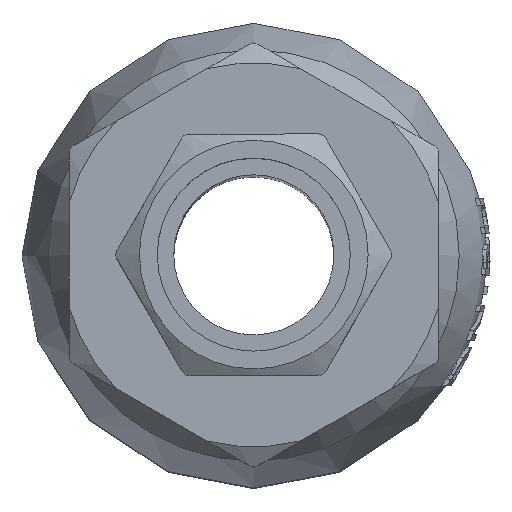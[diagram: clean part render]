
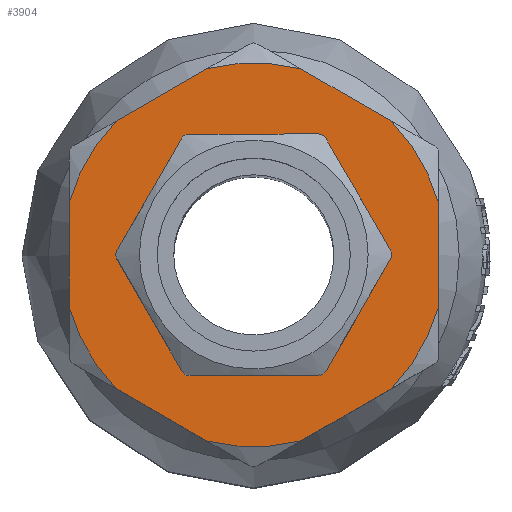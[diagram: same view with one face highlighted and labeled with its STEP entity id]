
A CAD part, top view. The second image highlights one B-rep face of the part: STEP entity #3904.
In plain terms, the highlighted planar face has unit normal (0, 0, 1).
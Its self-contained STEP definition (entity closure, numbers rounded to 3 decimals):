
#202=FACE_BOUND('',#1139,.T.);
#286=PLANE('',#4218);
#440=LINE('',#7331,#647);
#443=LINE('',#7365,#650);
#447=LINE('',#7417,#654);
#451=LINE('',#7465,#658);
#455=LINE('',#7513,#662);
#461=LINE('',#7660,#668);
#467=LINE('',#7675,#674);
#470=LINE('',#7683,#677);
#473=LINE('',#7691,#680);
#475=LINE('',#7697,#682);
#490=LINE('',#7785,#697);
#491=LINE('',#7786,#698);
#647=VECTOR('',#4770,10.);
#650=VECTOR('',#4777,10.);
#654=VECTOR('',#4789,10.);
#658=VECTOR('',#4801,10.);
#662=VECTOR('',#4813,10.);
#668=VECTOR('',#4839,10.);
#674=VECTOR('',#4855,10.);
#677=VECTOR('',#4864,10.);
#680=VECTOR('',#4873,10.);
#682=VECTOR('',#4881,10.);
#697=VECTOR('',#4992,10.);
#698=VECTOR('',#4993,10.);
#917=FACE_OUTER_BOUND('',#1138,.T.);
#1138=EDGE_LOOP('',(#3312,#3313,#3314,#3315,#3316,#3317,#3318,#3319,#3320,
#3321,#3322,#3323));
#1139=EDGE_LOOP('',(#3324,#3325,#3326,#3327,#3328,#3329,#3330,#3331,#3332,
#3333,#3334,#3335));
#1252=CIRCLE('',#4131,23.968);
#1253=CIRCLE('',#4136,23.968);
#1254=CIRCLE('',#4140,23.968);
#1255=CIRCLE('',#4144,23.968);
#1256=CIRCLE('',#4148,23.968);
#1257=CIRCLE('',#4151,23.968);
#1258=CIRCLE('',#4153,1.);
#1260=CIRCLE('',#4158,1.);
#1261=CIRCLE('',#4160,1.);
#1262=CIRCLE('',#4163,1.);
#1263=CIRCLE('',#4166,1.);
#1264=CIRCLE('',#4169,1.);
#1715=VERTEX_POINT('',#7305);
#1716=VERTEX_POINT('',#7309);
#1721=VERTEX_POINT('',#7327);
#1726=VERTEX_POINT('',#7360);
#1727=VERTEX_POINT('',#7364);
#1732=VERTEX_POINT('',#7382);
#1735=VERTEX_POINT('',#7412);
#1736=VERTEX_POINT('',#7416);
#1743=VERTEX_POINT('',#7460);
#1744=VERTEX_POINT('',#7464);
#1751=VERTEX_POINT('',#7508);
#1752=VERTEX_POINT('',#7512);
#1759=VERTEX_POINT('',#7567);
#1760=VERTEX_POINT('',#7569);
#1773=VERTEX_POINT('',#7659);
#1774=VERTEX_POINT('',#7663);
#1775=VERTEX_POINT('',#7667);
#1776=VERTEX_POINT('',#7669);
#1777=VERTEX_POINT('',#7673);
#1778=VERTEX_POINT('',#7677);
#1779=VERTEX_POINT('',#7681);
#1780=VERTEX_POINT('',#7685);
#1781=VERTEX_POINT('',#7689);
#1782=VERTEX_POINT('',#7693);
#2205=EDGE_CURVE('',#1716,#1715,#1252,.T.);
#2212=EDGE_CURVE('',#1715,#1721,#440,.T.);
#2218=EDGE_CURVE('',#1727,#1726,#443,.T.);
#2225=EDGE_CURVE('',#1726,#1732,#1253,.T.);
#2230=EDGE_CURVE('',#1736,#1735,#447,.T.);
#2236=EDGE_CURVE('',#1735,#1727,#1254,.T.);
#2241=EDGE_CURVE('',#1744,#1743,#451,.T.);
#2247=EDGE_CURVE('',#1743,#1736,#1255,.T.);
#2252=EDGE_CURVE('',#1752,#1751,#455,.T.);
#2258=EDGE_CURVE('',#1751,#1744,#1256,.T.);
#2261=EDGE_CURVE('',#1721,#1752,#1257,.T.);
#2264=EDGE_CURVE('',#1759,#1760,#1258,.F.);
#2280=EDGE_CURVE('',#1773,#1760,#461,.T.);
#2282=EDGE_CURVE('',#1773,#1774,#1260,.F.);
#2285=EDGE_CURVE('',#1775,#1776,#1261,.F.);
#2288=EDGE_CURVE('',#1775,#1777,#467,.T.);
#2290=EDGE_CURVE('',#1778,#1777,#1262,.F.);
#2292=EDGE_CURVE('',#1778,#1779,#470,.T.);
#2294=EDGE_CURVE('',#1780,#1779,#1263,.F.);
#2296=EDGE_CURVE('',#1780,#1781,#473,.T.);
#2298=EDGE_CURVE('',#1782,#1781,#1264,.F.);
#2299=EDGE_CURVE('',#1782,#1774,#475,.T.);
#2339=EDGE_CURVE('',#1732,#1716,#490,.T.);
#2340=EDGE_CURVE('',#1759,#1776,#491,.T.);
#3312=ORIENTED_EDGE('',*,*,#2247,.T.);
#3313=ORIENTED_EDGE('',*,*,#2230,.T.);
#3314=ORIENTED_EDGE('',*,*,#2236,.T.);
#3315=ORIENTED_EDGE('',*,*,#2218,.T.);
#3316=ORIENTED_EDGE('',*,*,#2225,.T.);
#3317=ORIENTED_EDGE('',*,*,#2339,.T.);
#3318=ORIENTED_EDGE('',*,*,#2205,.T.);
#3319=ORIENTED_EDGE('',*,*,#2212,.T.);
#3320=ORIENTED_EDGE('',*,*,#2261,.T.);
#3321=ORIENTED_EDGE('',*,*,#2252,.T.);
#3322=ORIENTED_EDGE('',*,*,#2258,.T.);
#3323=ORIENTED_EDGE('',*,*,#2241,.T.);
#3324=ORIENTED_EDGE('',*,*,#2299,.T.);
#3325=ORIENTED_EDGE('',*,*,#2282,.F.);
#3326=ORIENTED_EDGE('',*,*,#2280,.T.);
#3327=ORIENTED_EDGE('',*,*,#2264,.F.);
#3328=ORIENTED_EDGE('',*,*,#2340,.T.);
#3329=ORIENTED_EDGE('',*,*,#2285,.F.);
#3330=ORIENTED_EDGE('',*,*,#2288,.T.);
#3331=ORIENTED_EDGE('',*,*,#2290,.F.);
#3332=ORIENTED_EDGE('',*,*,#2292,.T.);
#3333=ORIENTED_EDGE('',*,*,#2294,.F.);
#3334=ORIENTED_EDGE('',*,*,#2296,.T.);
#3335=ORIENTED_EDGE('',*,*,#2298,.F.);
#3904=ADVANCED_FACE('',(#917,#202),#286,.T.);
#4131=AXIS2_PLACEMENT_3D('',#7310,#4764,#4765);
#4136=AXIS2_PLACEMENT_3D('',#7386,#4782,#4783);
#4140=AXIS2_PLACEMENT_3D('',#7434,#4794,#4795);
#4144=AXIS2_PLACEMENT_3D('',#7482,#4806,#4807);
#4148=AXIS2_PLACEMENT_3D('',#7530,#4818,#4819);
#4151=AXIS2_PLACEMENT_3D('',#7553,#4824,#4825);
#4153=AXIS2_PLACEMENT_3D('',#7570,#4829,#4830);
#4158=AXIS2_PLACEMENT_3D('',#7664,#4843,#4844);
#4160=AXIS2_PLACEMENT_3D('',#7670,#4849,#4850);
#4163=AXIS2_PLACEMENT_3D('',#7679,#4859,#4860);
#4166=AXIS2_PLACEMENT_3D('',#7687,#4868,#4869);
#4169=AXIS2_PLACEMENT_3D('',#7695,#4877,#4878);
#4218=AXIS2_PLACEMENT_3D('',#7784,#4990,#4991);
#4764=DIRECTION('center_axis',(0.,0.,1.));
#4765=DIRECTION('ref_axis',(0.,1.,0.));
#4770=DIRECTION('',(0.,1.,0.));
#4777=DIRECTION('',(0.866,-0.5,0.));
#4782=DIRECTION('center_axis',(0.,0.,1.));
#4783=DIRECTION('ref_axis',(0.,1.,0.));
#4789=DIRECTION('',(0.,-1.,0.));
#4794=DIRECTION('center_axis',(0.,0.,1.));
#4795=DIRECTION('ref_axis',(0.,1.,0.));
#4801=DIRECTION('',(-0.866,-0.5,0.));
#4806=DIRECTION('center_axis',(0.,0.,1.));
#4807=DIRECTION('ref_axis',(0.,1.,0.));
#4813=DIRECTION('',(-0.866,0.5,0.));
#4818=DIRECTION('center_axis',(0.,0.,1.));
#4819=DIRECTION('ref_axis',(0.,1.,0.));
#4824=DIRECTION('center_axis',(0.,0.,1.));
#4825=DIRECTION('ref_axis',(0.,1.,0.));
#4829=DIRECTION('center_axis',(0.,0.,-1.));
#4830=DIRECTION('ref_axis',(0.501,-0.865,0.));
#4839=DIRECTION('',(-0.499,-0.867,0.));
#4843=DIRECTION('center_axis',(0.,0.,-1.));
#4844=DIRECTION('ref_axis',(1.,0.002,0.));
#4849=DIRECTION('center_axis',(0.,0.,-1.));
#4850=DIRECTION('ref_axis',(-0.499,-0.867,0.));
#4855=DIRECTION('',(-0.501,0.865,0.));
#4859=DIRECTION('center_axis',(0.,0.,-1.));
#4860=DIRECTION('ref_axis',(-1.,-0.002,0.));
#4864=DIRECTION('',(0.499,0.867,0.));
#4868=DIRECTION('center_axis',(0.,0.,-1.));
#4869=DIRECTION('ref_axis',(-0.501,0.865,0.));
#4873=DIRECTION('',(1.,0.002,0.));
#4877=DIRECTION('center_axis',(0.,0.,-1.));
#4878=DIRECTION('ref_axis',(0.499,0.867,0.));
#4881=DIRECTION('',(0.501,-0.865,0.));
#4990=DIRECTION('center_axis',(0.,0.,1.));
#4991=DIRECTION('ref_axis',(1.,0.,0.));
#4992=DIRECTION('',(0.866,0.5,0.));
#4993=DIRECTION('',(-1.,-0.002,0.));
#7305=CARTESIAN_POINT('',(23.06,-6.536,82.));
#7309=CARTESIAN_POINT('',(17.19,-16.702,82.));
#7310=CARTESIAN_POINT('Origin',(0.,0.,82.));
#7327=CARTESIAN_POINT('',(23.06,6.536,82.));
#7331=CARTESIAN_POINT('',(23.06,-13.313,82.));
#7360=CARTESIAN_POINT('',(-5.869,-23.238,82.));
#7364=CARTESIAN_POINT('',(-17.19,-16.702,82.));
#7365=CARTESIAN_POINT('',(-23.06,-13.313,82.));
#7382=CARTESIAN_POINT('',(5.869,-23.238,82.));
#7386=CARTESIAN_POINT('Origin',(0.,0.,82.));
#7412=CARTESIAN_POINT('',(-23.06,-6.536,82.));
#7416=CARTESIAN_POINT('',(-23.06,6.536,82.));
#7417=CARTESIAN_POINT('',(-23.06,13.313,82.));
#7434=CARTESIAN_POINT('Origin',(0.,0.,82.));
#7460=CARTESIAN_POINT('',(-17.19,16.702,82.));
#7464=CARTESIAN_POINT('',(-5.869,23.238,82.));
#7465=CARTESIAN_POINT('',(0.,26.627,82.));
#7482=CARTESIAN_POINT('Origin',(0.,0.,82.));
#7508=CARTESIAN_POINT('',(5.869,23.238,82.));
#7512=CARTESIAN_POINT('',(17.19,16.702,82.));
#7513=CARTESIAN_POINT('',(23.06,13.313,82.));
#7530=CARTESIAN_POINT('Origin',(0.,0.,82.));
#7553=CARTESIAN_POINT('Origin',(0.,0.,82.));
#7567=CARTESIAN_POINT('',(8.14,-15.047,82.));
#7569=CARTESIAN_POINT('',(9.005,-14.546,82.));
#7570=CARTESIAN_POINT('Origin',(8.139,-14.047,82.));
#7659=CARTESIAN_POINT('',(17.101,-0.474,82.));
#7660=CARTESIAN_POINT('',(18.476,1.915,82.));
#7663=CARTESIAN_POINT('',(17.1,0.526,82.));
#7664=CARTESIAN_POINT('Origin',(16.234,0.025,82.));
#7667=CARTESIAN_POINT('',(-8.961,-14.573,82.));
#7669=CARTESIAN_POINT('',(-8.094,-15.072,82.));
#7670=CARTESIAN_POINT('Origin',(-8.096,-14.072,82.));
#7673=CARTESIAN_POINT('',(-17.1,-0.526,82.));
#7675=CARTESIAN_POINT('',(-14.117,-5.674,82.));
#7677=CARTESIAN_POINT('',(-17.101,0.474,82.));
#7679=CARTESIAN_POINT('Origin',(-16.234,-0.025,82.));
#7681=CARTESIAN_POINT('',(-9.005,14.546,82.));
#7683=CARTESIAN_POINT('',(-11.966,9.399,82.));
#7685=CARTESIAN_POINT('',(-8.14,15.047,82.));
#7687=CARTESIAN_POINT('Origin',(-8.139,14.047,82.));
#7689=CARTESIAN_POINT('',(8.094,15.072,82.));
#7691=CARTESIAN_POINT('',(-4.359,15.053,82.));
#7693=CARTESIAN_POINT('',(8.961,14.573,82.));
#7695=CARTESIAN_POINT('Origin',(8.096,14.072,82.));
#7697=CARTESIAN_POINT('',(7.585,16.948,82.));
#7784=CARTESIAN_POINT('Origin',(0.,15.06,82.));
#7785=CARTESIAN_POINT('',(0.,-26.627,82.));
#7786=CARTESIAN_POINT('',(4.381,-15.053,82.));
